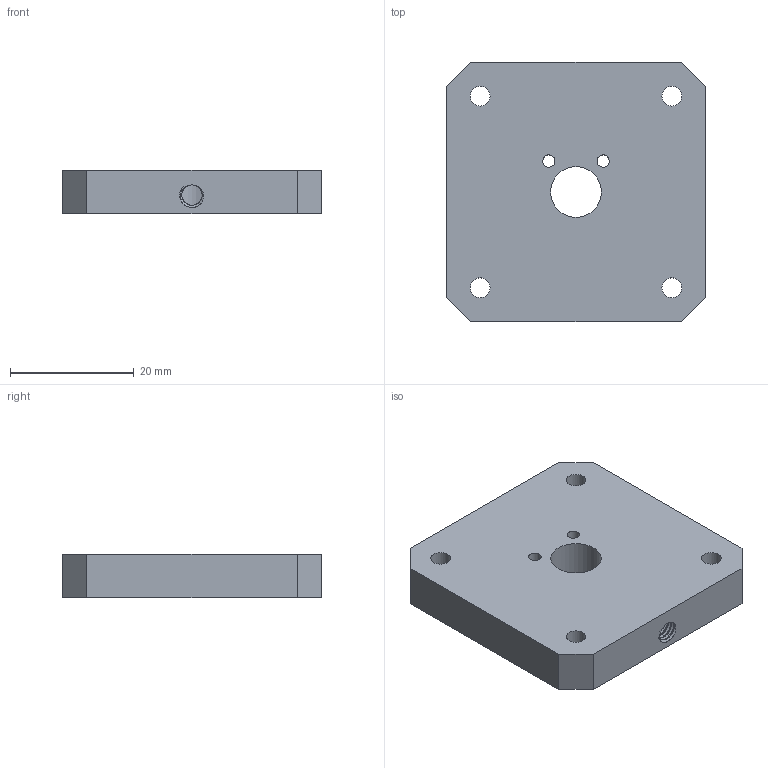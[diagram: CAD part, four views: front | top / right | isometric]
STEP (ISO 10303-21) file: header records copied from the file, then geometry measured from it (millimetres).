
FILE_DESCRIPTION(/* description */ (''),/* implementation_level */ '2;1');
FILE_NAME(/* name */ '齿轮泵体盖.stp',/* time_stamp */ '2022-08-15T17:44:35+08:00',/* author */ (''),/* organization */ (''),/* preprocessor_version */ 'ST-DEVELOPER v16',/* originating_system */ 'SIEMENS PLM Software NX 10.0',/* authorisation */ '');
FILE_SCHEMA (('CONFIG_CONTROL_DESIGN'));
Length unit declared in the file: millimetre
Products named in the file (1): 齿轮泵体盖2
Bounding box: 42 x 42 x 7 mm (x, y, z)
Volume: 11278.2 mm3; surface area: 5173.3 mm2
Topology: 1 solids, 1 shells, 34 faces, 98 edges, 67 vertices
Faces by surface type: cylinder 19, plane 12, bspline 2, cone 1
Full cylindrical faces by diameter (mm): 2 x2, 3.2 x4, 3.3 x8, 5 x1, 8.2 x1, 9 x1
Entity records: 3321 total; most frequent: CARTESIAN_POINT 2620, DIRECTION 116, ORIENTED_EDGE 110, EDGE_CURVE 55, EDGE_LOOP 54, AXIS2_PLACEMENT_3D 45, FACE_BOUND 44, VERTEX_POINT 44
